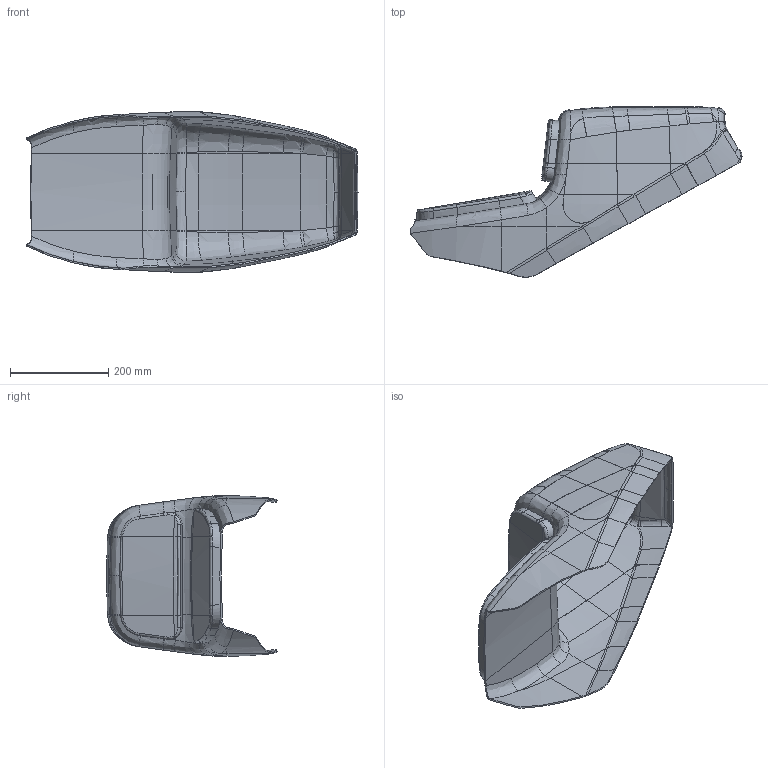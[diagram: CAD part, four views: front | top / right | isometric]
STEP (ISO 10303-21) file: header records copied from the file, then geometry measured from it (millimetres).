
FILE_DESCRIPTION((''),'2;1');
FILE_NAME('TAIL_SECTION_ASM','2018-09-19T14:25:14',('cad'),(''),'CREO PARAMETRIC BY PTC INC, 2017380','CREO PARAMETRIC BY PTC INC, 2017380','');
FILE_SCHEMA(('CONFIG_CONTROL_DESIGN'));
Length unit declared in the file: millimetre
Products named in the file (4): TAIL5; SEAT; NUMBER_PLATE; TAIL_SECTION_ASM
Assembly tree (3 placements, depth 2):
  TAIL_SECTION_ASM
    TAIL5
    SEAT
    NUMBER_PLATE
Bounding box: 675.5 x 347.04 x 327.09 mm (x, y, z)
Volume: 3116146.4 mm3; surface area: 1260082.6 mm2
Topology: 5 solids, 5 shells, 618 faces, 1423 edges, 815 vertices
Faces by surface type: bspline 355, plane 101, cylinder 74, cone 56, torus 24, extrusion 8
Entity records: 28921 total; most frequent: CARTESIAN_POINT 17540, ORIENTED_EDGE 2846, DIRECTION 1565, EDGE_CURVE 1423, VERTEX_POINT 815, B_SPLINE_CURVE_WITH_KNOTS 743, EDGE_LOOP 618, FACE_OUTER_BOUND 618
